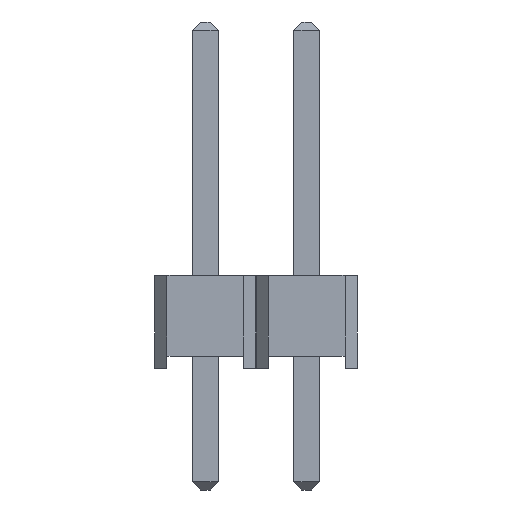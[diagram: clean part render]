
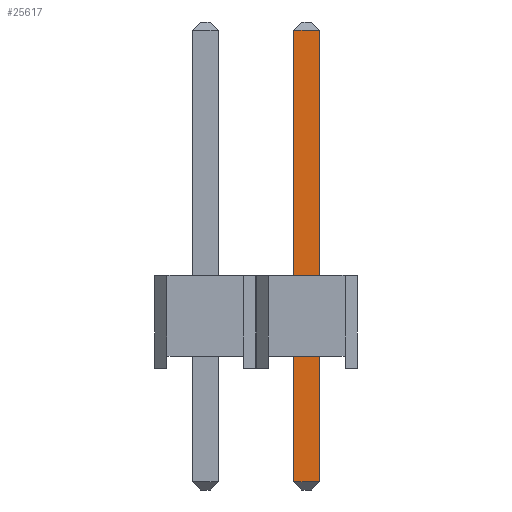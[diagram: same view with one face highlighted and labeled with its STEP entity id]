
A CAD part, left-side view. The second image highlights one B-rep face of the part: STEP entity #25617.
In plain terms, the highlighted planar face has unit normal (-1, 0, 0).
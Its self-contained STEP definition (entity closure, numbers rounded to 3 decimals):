
#517=FACE_OUTER_BOUND('',#2137,.T.);
#2137=EDGE_LOOP('',(#17529,#17530,#17531,#17532));
#4075=LINE('',#36487,#7675);
#4086=LINE('',#36509,#7686);
#4087=LINE('',#36511,#7687);
#4088=LINE('',#36512,#7688);
#7675=VECTOR('',#29573,1000.);
#7686=VECTOR('',#29592,1000.);
#7687=VECTOR('',#29593,1000.);
#7688=VECTOR('',#29594,1000.);
#11115=VERTEX_POINT('',#36484);
#11116=VERTEX_POINT('',#36486);
#11123=VERTEX_POINT('',#36508);
#11124=VERTEX_POINT('',#36510);
#13475=EDGE_CURVE('',#11115,#11116,#4075,.T.);
#13486=EDGE_CURVE('',#11115,#11123,#4086,.T.);
#13487=EDGE_CURVE('',#11123,#11124,#4087,.T.);
#13488=EDGE_CURVE('',#11124,#11116,#4088,.T.);
#17529=ORIENTED_EDGE('',*,*,#13475,.F.);
#17530=ORIENTED_EDGE('',*,*,#13486,.T.);
#17531=ORIENTED_EDGE('',*,*,#13487,.T.);
#17532=ORIENTED_EDGE('',*,*,#13488,.T.);
#24017=PLANE('',#27343);
#25617=ADVANCED_FACE('',(#517),#24017,.T.);
#27343=AXIS2_PLACEMENT_3D('',#36507,#29590,#29591);
#29573=DIRECTION('',(0.,0.,1.));
#29590=DIRECTION('center_axis',(-1.,0.,0.));
#29591=DIRECTION('ref_axis',(0.,0.,1.));
#29592=DIRECTION('',(0.,-1.,0.));
#29593=DIRECTION('',(0.,0.,1.));
#29594=DIRECTION('',(0.,1.,0.));
#36484=CARTESIAN_POINT('',(-0.32,0.32,-2.8));
#36486=CARTESIAN_POINT('',(-0.32,0.32,8.34));
#36487=CARTESIAN_POINT('',(-0.32,0.32,-3.));
#36507=CARTESIAN_POINT('Origin',(-0.32,-0.32,-3.));
#36508=CARTESIAN_POINT('',(-0.32,-0.32,-2.8));
#36509=CARTESIAN_POINT('',(-0.32,-0.32,-2.8));
#36510=CARTESIAN_POINT('',(-0.32,-0.32,8.34));
#36511=CARTESIAN_POINT('',(-0.32,-0.32,-3.));
#36512=CARTESIAN_POINT('',(-0.32,-0.32,8.34));
